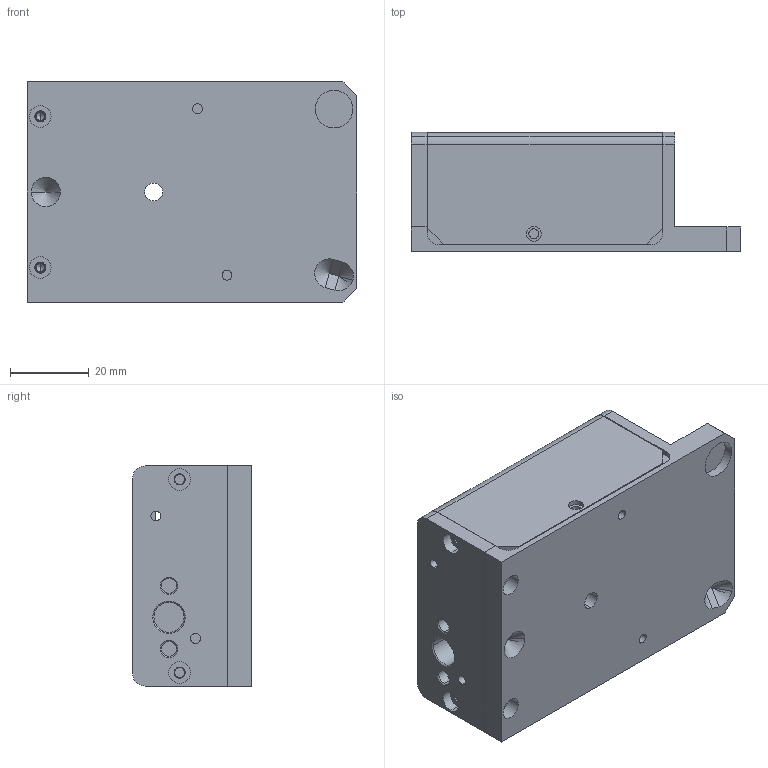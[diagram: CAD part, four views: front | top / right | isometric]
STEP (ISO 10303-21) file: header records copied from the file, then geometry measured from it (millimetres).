
FILE_DESCRIPTION (( 'STEP AP203' ), '1' );
FILE_NAME ('N-BCAM_blue.STEP', '2024-04-19T13:38:29', ( '' ), ( '' ), 'SwSTEP 2.0', 'SolidWorks 2021', '' );
FILE_SCHEMA (( 'CONFIG_CONTROL_DESIGN' ));
Length unit declared in the file: millimetre
Products named in the file (1): N-BCAM_blue
Bounding box: 83.45 x 30.1 x 55.77 mm (x, y, z)
Volume: 50584 mm3; surface area: 35279.3 mm2
Topology: 3 solids, 3 shells, 248 faces, 660 edges, 430 vertices
Faces by surface type: cylinder 126, plane 99, cone 23
Entity records: 7885 total; most frequent: DIRECTION 1422, CARTESIAN_POINT 1339, ORIENTED_EDGE 1302, EDGE_CURVE 651, AXIS2_PLACEMENT_3D 523, VERTEX_POINT 430, LINE 376, VECTOR 376
